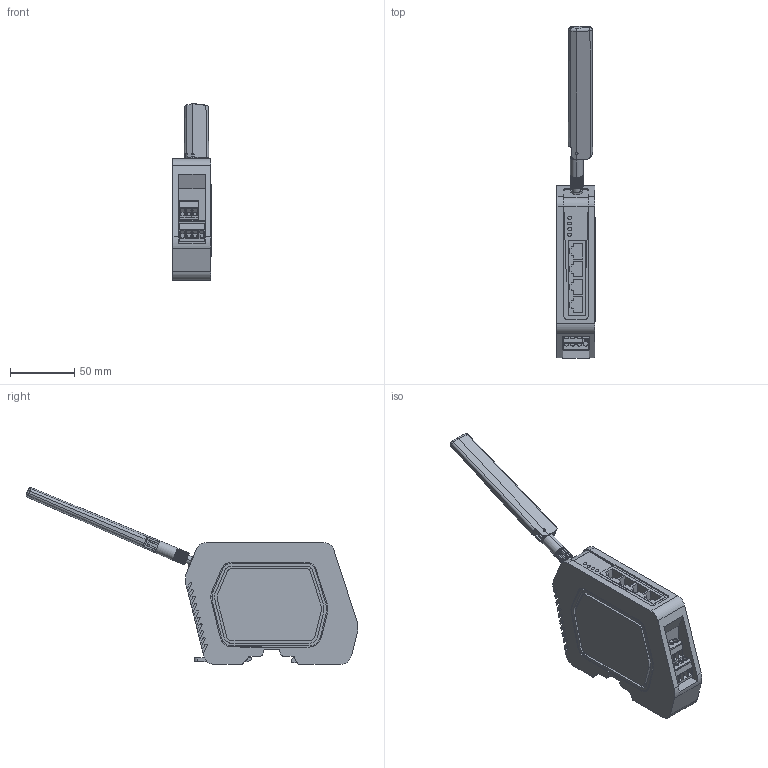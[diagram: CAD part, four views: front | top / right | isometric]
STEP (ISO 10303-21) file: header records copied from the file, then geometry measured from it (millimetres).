
FILE_DESCRIPTION(('CATIA V5 STEP Exchange','CAx-IF Rec.Pracs.--- Model Styling and Organization---1.5--- 2016-08-15','CAx-IF Rec.Pracs.---Supplemental Geometry---1.0---2011-11-01','CAx-IF Rec.Pracs.--- Composite Materials ---1.1---2010-07-15'),'2;1');
FILE_NAME ('D1433775_2', '2024-06-07T11:32:31+00:00', ('none'), ('Weidmueller'), 'CATIA Version 5-6 Release 2022 SP4 HF5', 'CATIA V5 STEP AP214 v3', 'none');
FILE_SCHEMA(('AUTOMOTIVE_DESIGN { 1 0 10303 214 1 1 1 1 }'));
Length unit declared in the file: millimetre
Products named in the file (1): S3D_IE_SR_4TX_LTE_4G_XXX
Bounding box: 30 x 258.69 x 137.97 mm (x, y, z)
Volume: 326547.6 mm3; surface area: 53519.1 mm2
Topology: 2 solids, 2 shells, 774 faces, 2195 edges, 1466 vertices
Faces by surface type: plane 492, cylinder 157, extrusion 113, cone 8, sphere 4
Entity records: 28042 total; most frequent: CARTESIAN_POINT 8620, ORIENTED_EDGE 4382, DIRECTION 2857, EDGE_CURVE 2191, VECTOR 1607, LINE 1494, VERTEX_POINT 1466, EDGE_LOOP 821
